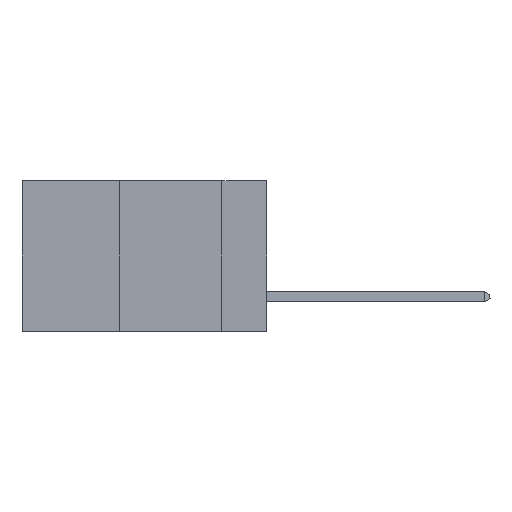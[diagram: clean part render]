
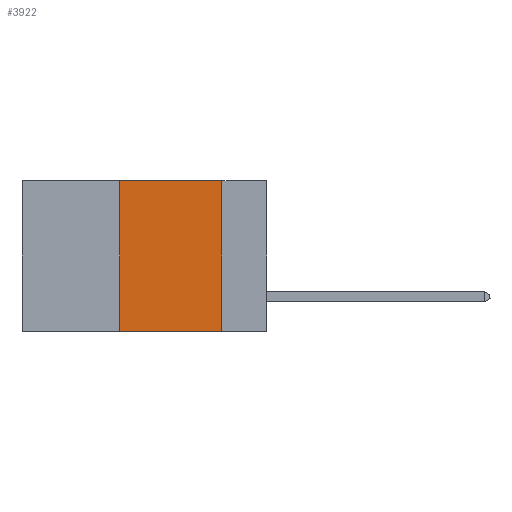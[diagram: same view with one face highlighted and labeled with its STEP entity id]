
A CAD part, left-side view. The second image highlights one B-rep face of the part: STEP entity #3922.
In plain terms, the highlighted planar face has unit normal (-1, 0, 0).
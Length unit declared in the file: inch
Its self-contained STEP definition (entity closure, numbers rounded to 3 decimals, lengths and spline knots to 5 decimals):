
#386 = CARTESIAN_POINT ( 'NONE',  ( 0., 0.6, -0.37 ) ) ;
#557 = ORIENTED_EDGE ( 'NONE', *, *, #11364, .T. ) ;
#881 = VECTOR ( 'NONE', #13031, 39.37008 ) ;
#1199 = DIRECTION ( 'NONE',  ( 0., 0., -1. ) ) ;
#1655 = DIRECTION ( 'NONE',  ( 1., 0., 0. ) ) ;
#1701 = EDGE_CURVE ( 'NONE', #10972, #2297, #3754, .T. ) ;
#2297 = VERTEX_POINT ( 'NONE', #10940 ) ;
#2466 = CARTESIAN_POINT ( 'NONE',  ( 0., 0.11, -0.37 ) ) ;
#2523 = LINE ( 'NONE', #9648, #10189 ) ;
#2552 = EDGE_CURVE ( 'NONE', #2297, #12720, #12514, .T. ) ;
#2975 = FACE_OUTER_BOUND ( 'NONE', #11411, .T. ) ;
#3229 = LINE ( 'NONE', #386, #881 ) ;
#3754 = LINE ( 'NONE', #11986, #5176 ) ;
#3857 = CARTESIAN_POINT ( 'NONE',  ( 0., 0.36, 0. ) ) ;
#3922 = ADVANCED_FACE ( 'NONE', ( #2975 ), #4816, .F. ) ;
#3976 = CARTESIAN_POINT ( 'NONE',  ( 0., 0.36, -0.37 ) ) ;
#4611 = DIRECTION ( 'NONE',  ( 0., 0., -1. ) ) ;
#4816 = PLANE ( 'NONE',  #8190 ) ;
#5176 = VECTOR ( 'NONE', #7620, 39.37008 ) ;
#5774 = CARTESIAN_POINT ( 'NONE',  ( 0., 0.11, 0. ) ) ;
#7620 = DIRECTION ( 'NONE',  ( 0., -1., 0. ) ) ;
#8190 = AXIS2_PLACEMENT_3D ( 'NONE', #9841, #1655, #1199 ) ;
#9250 = VERTEX_POINT ( 'NONE', #3976 ) ;
#9648 = CARTESIAN_POINT ( 'NONE',  ( 0., 0.36, 0. ) ) ;
#9841 = CARTESIAN_POINT ( 'NONE',  ( 0., 0.6, 0. ) ) ;
#9980 = ORIENTED_EDGE ( 'NONE', *, *, #10980, .F. ) ;
#10189 = VECTOR ( 'NONE', #14257, 39.37008 ) ;
#10940 = CARTESIAN_POINT ( 'NONE',  ( 0., 0.11, 0. ) ) ;
#10972 = VERTEX_POINT ( 'NONE', #3857 ) ;
#10980 = EDGE_CURVE ( 'NONE', #9250, #10972, #2523, .T. ) ;
#11058 = VECTOR ( 'NONE', #4611, 39.37008 ) ;
#11364 = EDGE_CURVE ( 'NONE', #9250, #12720, #3229, .T. ) ;
#11411 = EDGE_LOOP ( 'NONE', ( #12905, #12867, #9980, #557 ) ) ;
#11986 = CARTESIAN_POINT ( 'NONE',  ( 0., 0.6, 0. ) ) ;
#12514 = LINE ( 'NONE', #5774, #11058 ) ;
#12720 = VERTEX_POINT ( 'NONE', #2466 ) ;
#12867 = ORIENTED_EDGE ( 'NONE', *, *, #1701, .F. ) ;
#12905 = ORIENTED_EDGE ( 'NONE', *, *, #2552, .F. ) ;
#13031 = DIRECTION ( 'NONE',  ( 0., -1., 0. ) ) ;
#14257 = DIRECTION ( 'NONE',  ( 0., 0., 1. ) ) ;
